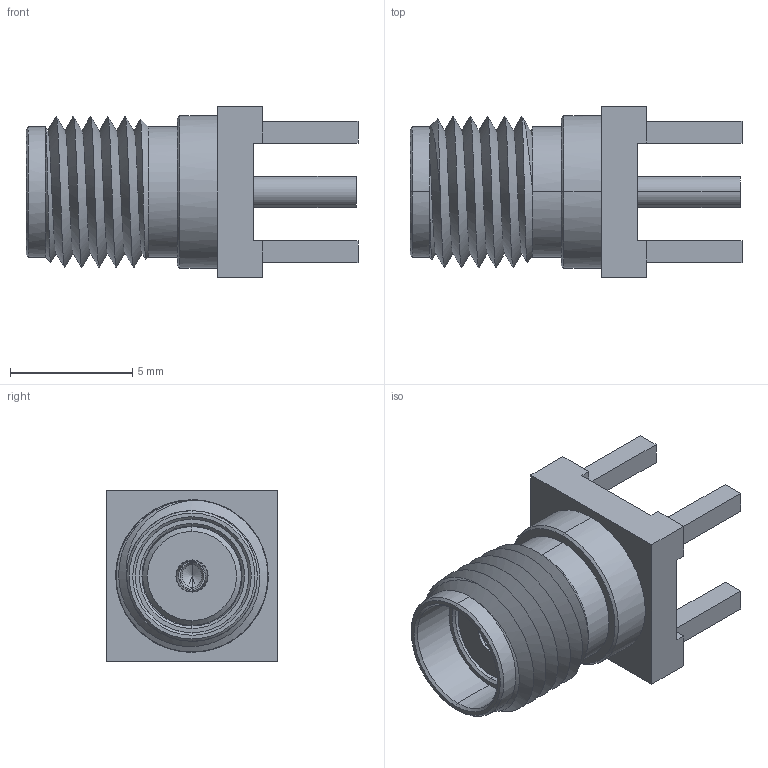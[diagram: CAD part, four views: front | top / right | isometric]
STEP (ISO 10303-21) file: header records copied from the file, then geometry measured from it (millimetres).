
FILE_DESCRIPTION (( 'STEP AP214' ), '1' );
FILE_NAME ('FMCN5192_3D.step', '2024-07-31T17:10:08', ( '' ), ( '' ), 'SwSTEP 2.0', 'SolidWorks 2022', '' );
FILE_SCHEMA (( 'AUTOMOTIVE_DESIGN' ));
Length unit declared in the file: inch
Products named in the file (4): Copy of 1.igs_6^FMCN5192; Copy of 3.igs_6^FMCN5192; Copy of 2.igs_6^FMCN5192; FMCN5192_3D
Assembly tree (3 placements, depth 2):
  FMCN5192_3D
    Copy of 1.igs_6^FMCN5192
    Copy of 2.igs_6^FMCN5192
    Copy of 3.igs_6^FMCN5192
Bounding box: 13.6 x 7 x 7 mm (x, y, z)
Volume: 243.8 mm3; surface area: 704.3 mm2
Topology: 3 solids, 3 shells, 104 faces, 270 edges, 175 vertices
Faces by surface type: plane 48, cylinder 26, cone 20, bspline 10
Entity records: 7975 total; most frequent: CARTESIAN_POINT 4428, ORIENTED_EDGE 536, DIRECTION 432, EDGE_CURVE 268, VERTEX_POINT 175, AXIS2_PLACEMENT_3D 146, VECTOR 140, LINE 140
